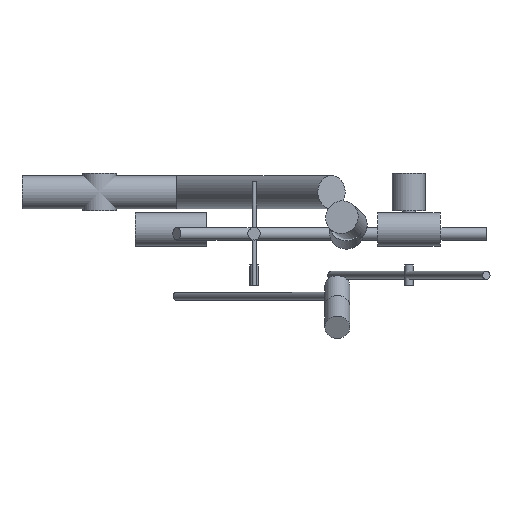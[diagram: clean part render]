
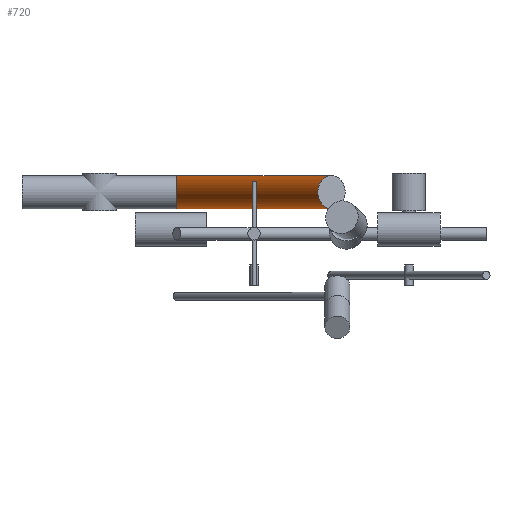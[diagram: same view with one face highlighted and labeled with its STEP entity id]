
A CAD part, left-side view. The second image highlights one B-rep face of the part: STEP entity #720.
In plain terms, the highlighted cylindrical face has radius 40 mm (diameter 80 mm), a full revolution.
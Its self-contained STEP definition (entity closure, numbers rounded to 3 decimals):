
#720 = ADVANCED_FACE('',(#721),#735,.T.);
#721 = FACE_BOUND('',#722,.F.);
#722 = EDGE_LOOP('',(#723,#753,#780,#781));
#723 = ORIENTED_EDGE('',*,*,#724,.T.);
#724 = EDGE_CURVE('',#725,#727,#729,.T.);
#725 = VERTEX_POINT('',#726);
#726 = CARTESIAN_POINT('',(280.069,-204.761,
    117.179));
#727 = VERTEX_POINT('',#728);
#728 = CARTESIAN_POINT('',(814.069,167.239,
    117.179));
#729 = SEAM_CURVE('',#730,(#734,#746),.PCURVE_S1.);
#730 = LINE('',#731,#732);
#731 = CARTESIAN_POINT('',(280.069,-204.761,
    117.179));
#732 = VECTOR('',#733,1.);
#733 = DIRECTION('',(0.821,0.572,0.));
#734 = PCURVE('',#735,#740);
#735 = CYLINDRICAL_SURFACE('',#736,40.);
#736 = AXIS2_PLACEMENT_3D('',#737,#738,#739);
#737 = CARTESIAN_POINT('',(267.,-186.,150.));
#738 = DIRECTION('',(-0.821,-0.572,0.));
#739 = DIRECTION('',(0.327,-0.469,-0.821));
#740 = DEFINITIONAL_REPRESENTATION('',(#741),#745);
#741 = LINE('',#742,#743);
#742 = CARTESIAN_POINT('',(-0.,0.));
#743 = VECTOR('',#744,1.);
#744 = DIRECTION('',(-0.,-1.));
#745 = ( GEOMETRIC_REPRESENTATION_CONTEXT(2) 
PARAMETRIC_REPRESENTATION_CONTEXT() REPRESENTATION_CONTEXT('2D SPACE',''
  ) );
#746 = PCURVE('',#735,#747);
#747 = DEFINITIONAL_REPRESENTATION('',(#748),#752);
#748 = LINE('',#749,#750);
#749 = CARTESIAN_POINT('',(-6.283,0.));
#750 = VECTOR('',#751,1.);
#751 = DIRECTION('',(-0.,-1.));
#752 = ( GEOMETRIC_REPRESENTATION_CONTEXT(2) 
PARAMETRIC_REPRESENTATION_CONTEXT() REPRESENTATION_CONTEXT('2D SPACE',''
  ) );
#753 = ORIENTED_EDGE('',*,*,#754,.T.);
#754 = EDGE_CURVE('',#727,#727,#755,.T.);
#755 = SURFACE_CURVE('',#756,(#761,#768),.PCURVE_S1.);
#756 = CIRCLE('',#757,40.);
#757 = AXIS2_PLACEMENT_3D('',#758,#759,#760);
#758 = CARTESIAN_POINT('',(801.,186.,150.));
#759 = DIRECTION('',(0.821,0.572,0.)
  );
#760 = DIRECTION('',(0.327,-0.469,-0.821));
#761 = PCURVE('',#735,#762);
#762 = DEFINITIONAL_REPRESENTATION('',(#763),#767);
#763 = LINE('',#764,#765);
#764 = CARTESIAN_POINT('',(-0.,-650.8));
#765 = VECTOR('',#766,1.);
#766 = DIRECTION('',(-1.,0.));
#767 = ( GEOMETRIC_REPRESENTATION_CONTEXT(2) 
PARAMETRIC_REPRESENTATION_CONTEXT() REPRESENTATION_CONTEXT('2D SPACE',''
  ) );
#768 = PCURVE('',#769,#774);
#769 = PLANE('',#770);
#770 = AXIS2_PLACEMENT_3D('',#771,#772,#773);
#771 = CARTESIAN_POINT('',(801.,186.,150.));
#772 = DIRECTION('',(0.821,0.572,0.));
#773 = DIRECTION('',(0.327,-0.469,-0.821));
#774 = DEFINITIONAL_REPRESENTATION('',(#775),#779);
#775 = CIRCLE('',#776,40.);
#776 = AXIS2_PLACEMENT_2D('',#777,#778);
#777 = CARTESIAN_POINT('',(0.,0.));
#778 = DIRECTION('',(1.,0.));
#779 = ( GEOMETRIC_REPRESENTATION_CONTEXT(2) 
PARAMETRIC_REPRESENTATION_CONTEXT() REPRESENTATION_CONTEXT('2D SPACE',''
  ) );
#780 = ORIENTED_EDGE('',*,*,#724,.F.);
#781 = ORIENTED_EDGE('',*,*,#782,.F.);
#782 = EDGE_CURVE('',#725,#725,#783,.T.);
#783 = SURFACE_CURVE('',#784,(#789,#796),.PCURVE_S1.);
#784 = CIRCLE('',#785,40.);
#785 = AXIS2_PLACEMENT_3D('',#786,#787,#788);
#786 = CARTESIAN_POINT('',(267.,-186.,150.));
#787 = DIRECTION('',(0.821,0.572,0.)
  );
#788 = DIRECTION('',(0.327,-0.469,-0.821));
#789 = PCURVE('',#735,#790);
#790 = DEFINITIONAL_REPRESENTATION('',(#791),#795);
#791 = LINE('',#792,#793);
#792 = CARTESIAN_POINT('',(-0.,0.));
#793 = VECTOR('',#794,1.);
#794 = DIRECTION('',(-1.,0.));
#795 = ( GEOMETRIC_REPRESENTATION_CONTEXT(2) 
PARAMETRIC_REPRESENTATION_CONTEXT() REPRESENTATION_CONTEXT('2D SPACE',''
  ) );
#796 = PCURVE('',#797,#802);
#797 = PLANE('',#798);
#798 = AXIS2_PLACEMENT_3D('',#799,#800,#801);
#799 = CARTESIAN_POINT('',(267.,-186.,150.));
#800 = DIRECTION('',(0.821,0.572,0.));
#801 = DIRECTION('',(0.327,-0.469,-0.821));
#802 = DEFINITIONAL_REPRESENTATION('',(#803),#807);
#803 = CIRCLE('',#804,40.);
#804 = AXIS2_PLACEMENT_2D('',#805,#806);
#805 = CARTESIAN_POINT('',(0.,0.));
#806 = DIRECTION('',(1.,0.));
#807 = ( GEOMETRIC_REPRESENTATION_CONTEXT(2) 
PARAMETRIC_REPRESENTATION_CONTEXT() REPRESENTATION_CONTEXT('2D SPACE',''
  ) );
